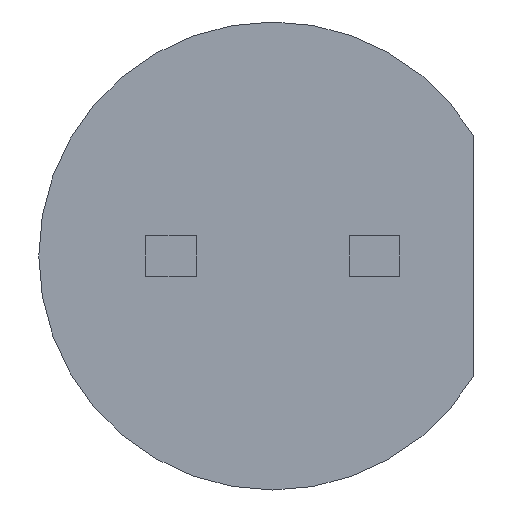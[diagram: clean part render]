
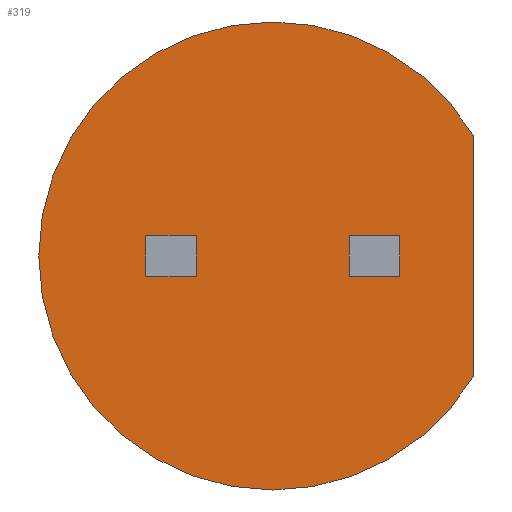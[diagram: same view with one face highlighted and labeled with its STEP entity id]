
A CAD part, front view. The second image highlights one B-rep face of the part: STEP entity #319.
In plain terms, the highlighted planar face has unit normal (0, -1, 0).
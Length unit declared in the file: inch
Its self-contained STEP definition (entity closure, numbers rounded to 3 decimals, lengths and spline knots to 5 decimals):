
#2 = VERTEX_POINT ( 'NONE', #354 ) ;
#9 = AXIS2_PLACEMENT_3D ( 'NONE', #452, #454, #455 ) ;
#11 = ORIENTED_EDGE ( 'NONE', *, *, #577, .F. ) ;
#14 = AXIS2_PLACEMENT_3D ( 'NONE', #461, #465, #466 ) ;
#17 = CARTESIAN_POINT ( 'NONE',  ( 0.0375, 0., -0.01 ) ) ;
#27 = FACE_BOUND ( 'NONE', #79, .T. ) ;
#28 = ORIENTED_EDGE ( 'NONE', *, *, #196, .T. ) ;
#29 = AXIS2_PLACEMENT_3D ( 'NONE', #445, #440, #395 ) ;
#44 = ORIENTED_EDGE ( 'NONE', *, *, #335, .F. ) ;
#46 = CARTESIAN_POINT ( 'NONE',  ( 0.0985, 0., -0.05935 ) ) ;
#52 = VERTEX_POINT ( 'NONE', #388 ) ;
#64 = EDGE_LOOP ( 'NONE', ( #534, #155, #28, #84 ) ) ;
#70 = VECTOR ( 'NONE', #97, 39.37008 ) ;
#79 = EDGE_LOOP ( 'NONE', ( #44, #221, #260, #542 ) ) ;
#80 = VERTEX_POINT ( 'NONE', #340 ) ;
#82 = CIRCLE ( 'NONE', #14, 0.115 ) ;
#84 = ORIENTED_EDGE ( 'NONE', *, *, #224, .F. ) ;
#88 = LINE ( 'NONE', #17, #70 ) ;
#97 = DIRECTION ( 'NONE',  ( 0., 0., 1. ) ) ;
#104 = VECTOR ( 'NONE', #237, 39.37008 ) ;
#115 = AXIS2_PLACEMENT_3D ( 'NONE', #281, #267, #266 ) ;
#117 = ORIENTED_EDGE ( 'NONE', *, *, #574, .F. ) ;
#130 = VERTEX_POINT ( 'NONE', #190 ) ;
#135 = VERTEX_POINT ( 'NONE', #46 ) ;
#136 = VERTEX_POINT ( 'NONE', #565 ) ;
#143 = EDGE_LOOP ( 'NONE', ( #464, #11, #198, #117 ) ) ;
#148 = EDGE_CURVE ( 'NONE', #255, #52, #363, .T. ) ;
#152 = CARTESIAN_POINT ( 'NONE',  ( 0.0375, 0., 0.01 ) ) ;
#155 = ORIENTED_EDGE ( 'NONE', *, *, #148, .T. ) ;
#167 = DIRECTION ( 'NONE',  ( 0., 0., 1. ) ) ;
#170 = VERTEX_POINT ( 'NONE', #391 ) ;
#177 = CARTESIAN_POINT ( 'NONE',  ( -0.0625, 0., -0.01 ) ) ;
#190 = CARTESIAN_POINT ( 'NONE',  ( 0.0625, 0., 0.01 ) ) ;
#196 = EDGE_CURVE ( 'NONE', #52, #392, #88, .T. ) ;
#197 = VECTOR ( 'NONE', #323, 39.37008 ) ;
#198 = ORIENTED_EDGE ( 'NONE', *, *, #499, .F. ) ;
#218 = LINE ( 'NONE', #300, #558 ) ;
#220 = LINE ( 'NONE', #433, #364 ) ;
#221 = ORIENTED_EDGE ( 'NONE', *, *, #417, .T. ) ;
#224 = EDGE_CURVE ( 'NONE', #130, #392, #218, .T. ) ;
#231 = LINE ( 'NONE', #245, #104 ) ;
#237 = DIRECTION ( 'NONE',  ( 1., 0., 0. ) ) ;
#238 = VERTEX_POINT ( 'NONE', #294 ) ;
#245 = CARTESIAN_POINT ( 'NONE',  ( -0.0625, 0., -0.01 ) ) ;
#255 = VERTEX_POINT ( 'NONE', #296 ) ;
#260 = ORIENTED_EDGE ( 'NONE', *, *, #424, .T. ) ;
#266 = DIRECTION ( 'NONE',  ( 0., 0., -1. ) ) ;
#267 = DIRECTION ( 'NONE',  ( 0., -1., 0. ) ) ;
#279 = PLANE ( 'NONE',  #115 ) ;
#281 = CARTESIAN_POINT ( 'NONE',  ( -0.115, 0., 0. ) ) ;
#282 = CIRCLE ( 'NONE', #29, 0.115 ) ;
#294 = CARTESIAN_POINT ( 'NONE',  ( 0., 0., 0.115 ) ) ;
#296 = CARTESIAN_POINT ( 'NONE',  ( 0.0625, 0., -0.01 ) ) ;
#300 = CARTESIAN_POINT ( 'NONE',  ( 0., 0., 0.01 ) ) ;
#301 = DIRECTION ( 'NONE',  ( -1., 0., 0. ) ) ;
#310 = VECTOR ( 'NONE', #311, 39.37008 ) ;
#311 = DIRECTION ( 'NONE',  ( 1., 0., 0. ) ) ;
#313 = CARTESIAN_POINT ( 'NONE',  ( -0.0625, 0., 0.01 ) ) ;
#319 = ADVANCED_FACE ( 'NONE', ( #27, #560, #408 ), #279, .T. ) ;
#323 = DIRECTION ( 'NONE',  ( 0., 0., 1. ) ) ;
#326 = VECTOR ( 'NONE', #167, 39.37008 ) ;
#327 = CARTESIAN_POINT ( 'NONE',  ( -0.0375, 0., -0.01 ) ) ;
#335 = EDGE_CURVE ( 'NONE', #170, #80, #231, .T. ) ;
#340 = CARTESIAN_POINT ( 'NONE',  ( -0.0375, 0., -0.01 ) ) ;
#354 = CARTESIAN_POINT ( 'NONE',  ( -0.0375, 0., 0.01 ) ) ;
#363 = LINE ( 'NONE', #564, #398 ) ;
#364 = VECTOR ( 'NONE', #442, 39.37008 ) ;
#388 = CARTESIAN_POINT ( 'NONE',  ( 0.0375, 0., -0.01 ) ) ;
#391 = CARTESIAN_POINT ( 'NONE',  ( -0.0625, 0., -0.01 ) ) ;
#392 = VERTEX_POINT ( 'NONE', #152 ) ;
#395 = DIRECTION ( 'NONE',  ( 0., 0., 1. ) ) ;
#398 = VECTOR ( 'NONE', #607, 39.37008 ) ;
#408 = FACE_BOUND ( 'NONE', #64, .T. ) ;
#415 = EDGE_CURVE ( 'NONE', #80, #2, #608, .T. ) ;
#417 = EDGE_CURVE ( 'NONE', #170, #136, #531, .T. ) ;
#424 = EDGE_CURVE ( 'NONE', #136, #2, #601, .T. ) ;
#432 = CARTESIAN_POINT ( 'NONE',  ( 0.0625, 0., -0.01 ) ) ;
#433 = CARTESIAN_POINT ( 'NONE',  ( 0.0985, 0., 0. ) ) ;
#437 = CARTESIAN_POINT ( 'NONE',  ( 0.0985, 0., 0.05935 ) ) ;
#440 = DIRECTION ( 'NONE',  ( 0., 1., 0. ) ) ;
#442 = DIRECTION ( 'NONE',  ( 0., 0., -1. ) ) ;
#443 = DIRECTION ( 'NONE',  ( 0., 0., 1. ) ) ;
#445 = CARTESIAN_POINT ( 'NONE',  ( 0., 0., 0. ) ) ;
#452 = CARTESIAN_POINT ( 'NONE',  ( 0., 0., 0. ) ) ;
#454 = DIRECTION ( 'NONE',  ( 0., 1., 0. ) ) ;
#455 = DIRECTION ( 'NONE',  ( 0., 0., 1. ) ) ;
#461 = CARTESIAN_POINT ( 'NONE',  ( 0., 0., 0. ) ) ;
#464 = ORIENTED_EDGE ( 'NONE', *, *, #568, .F. ) ;
#465 = DIRECTION ( 'NONE',  ( 0., 1., 0. ) ) ;
#466 = DIRECTION ( 'NONE',  ( 0., 0., 1. ) ) ;
#482 = CARTESIAN_POINT ( 'NONE',  ( 0., 0., -0.115 ) ) ;
#499 = EDGE_CURVE ( 'NONE', #610, #238, #282, .T. ) ;
#531 = LINE ( 'NONE', #177, #326 ) ;
#534 = ORIENTED_EDGE ( 'NONE', *, *, #569, .F. ) ;
#536 = LINE ( 'NONE', #432, #625 ) ;
#542 = ORIENTED_EDGE ( 'NONE', *, *, #415, .F. ) ;
#550 = CIRCLE ( 'NONE', #9, 0.115 ) ;
#558 = VECTOR ( 'NONE', #301, 39.37008 ) ;
#560 = FACE_OUTER_BOUND ( 'NONE', #143, .T. ) ;
#564 = CARTESIAN_POINT ( 'NONE',  ( 0., 0., -0.01 ) ) ;
#565 = CARTESIAN_POINT ( 'NONE',  ( -0.0625, 0., 0.01 ) ) ;
#568 = EDGE_CURVE ( 'NONE', #578, #135, #220, .T. ) ;
#569 = EDGE_CURVE ( 'NONE', #255, #130, #536, .T. ) ;
#574 = EDGE_CURVE ( 'NONE', #135, #610, #550, .T. ) ;
#577 = EDGE_CURVE ( 'NONE', #238, #578, #82, .T. ) ;
#578 = VERTEX_POINT ( 'NONE', #437 ) ;
#601 = LINE ( 'NONE', #313, #310 ) ;
#607 = DIRECTION ( 'NONE',  ( -1., 0., 0. ) ) ;
#608 = LINE ( 'NONE', #327, #197 ) ;
#610 = VERTEX_POINT ( 'NONE', #482 ) ;
#625 = VECTOR ( 'NONE', #443, 39.37008 ) ;
